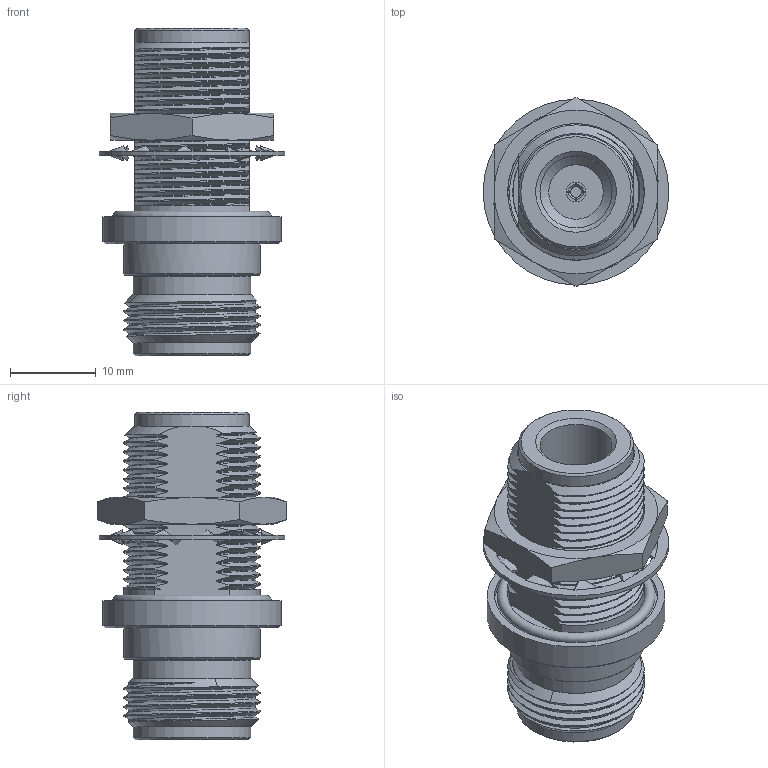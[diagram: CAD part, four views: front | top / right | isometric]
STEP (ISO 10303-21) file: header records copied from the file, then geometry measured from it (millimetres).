
FILE_DESCRIPTION (( 'STEP AP203' ), '1' );
FILE_NAME ('SM4411.step', '2019-11-12T19:31:15', ( '' ), ( '' ), 'SwSTEP 2.0', 'SolidWorks 2018', '' );
FILE_SCHEMA (( 'CONFIG_CONTROL_DESIGN' ));
Length unit declared in the file: inch
Products named in the file (1): SM4411
Bounding box: 21.59 x 22 x 38.1 mm (x, y, z)
Volume: 6250.6 mm3; surface area: 5313.8 mm2
Topology: 4 solids, 5 shells, 335 faces, 963 edges, 647 vertices
Faces by surface type: bspline 158, plane 72, cylinder 69, cone 35, torus 1
Full cylindrical faces by diameter (mm): 1.27 x2, 2.286 x2, 6.35 x1, 6.985 x1, 8.382 x1, 8.89 x1, 13.335 x1, 13.716 x2, 15.875 x2, 18.923 x1, 20.701 x1, 21.59 x1
Entity records: 80180 total; most frequent: CARTESIAN_POINT 73370, ORIENTED_EDGE 1852, EDGE_CURVE 926, DIRECTION 817, VERTEX_POINT 637, EDGE_LOOP 375, B_SPLINE_CURVE_WITH_KNOTS 365, FACE_OUTER_BOUND 351
